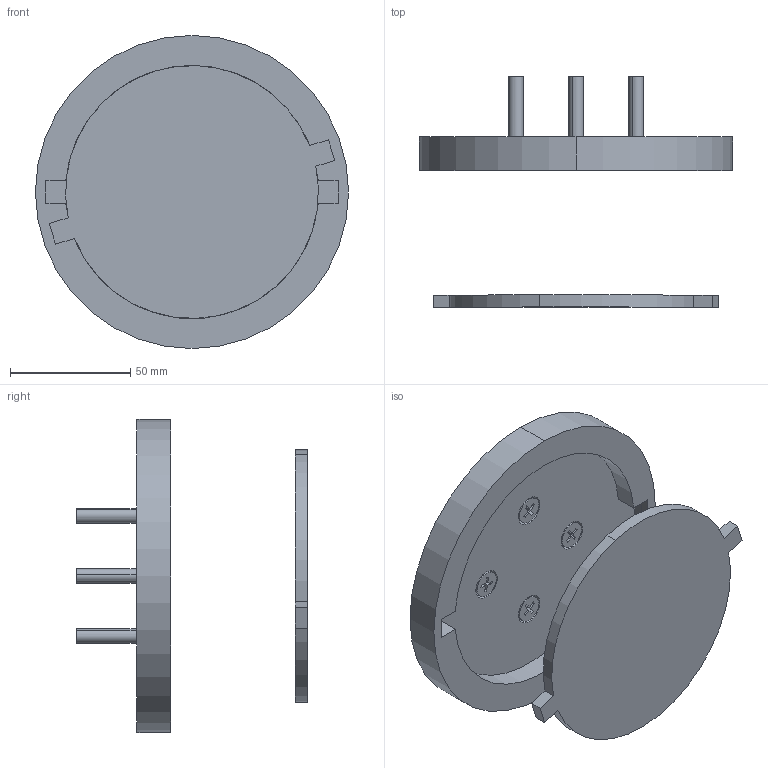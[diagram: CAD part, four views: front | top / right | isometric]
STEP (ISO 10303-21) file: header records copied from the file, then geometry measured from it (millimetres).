
FILE_DESCRIPTION (( 'STEP AP214' ), '1' );
FILE_NAME ('Iter2Assembly.STEP', '2019-06-19T14:31:57', ( '' ), ( '' ), 'SwSTEP 2.0', 'SolidWorks 2018', '' );
FILE_SCHEMA (( 'AUTOMOTIVE_DESIGN' ));
Length unit declared in the file: millimetre
Products named in the file (4): flat head screw_am_B18.6.7M - M6 x 1.0 x 30 Type I Cross Recessed FHMS --30N; TopPart; LowerPart; Iter2Assembly
Assembly tree (6 placements, depth 2):
  Iter2Assembly
    LowerPart
    TopPart
    flat head screw_am_B18.6.7M - M6 x 1.0 x 30 Type I Cross Recessed FHMS --30N  x4
Bounding box: 130 x 95.71 x 130 mm (x, y, z)
Volume: 148723.3 mm3; surface area: 59900.3 mm2
Topology: 6 solids, 6 shells, 133 faces, 292 edges, 176 vertices
Faces by surface type: plane 83, cylinder 34, cone 16
Entity records: 2198 total; most frequent: DIRECTION 378, CARTESIAN_POINT 349, ORIENTED_EDGE 332, EDGE_CURVE 166, AXIS2_PLACEMENT_3D 133, LINE 112, VECTOR 112, VERTEX_POINT 104
